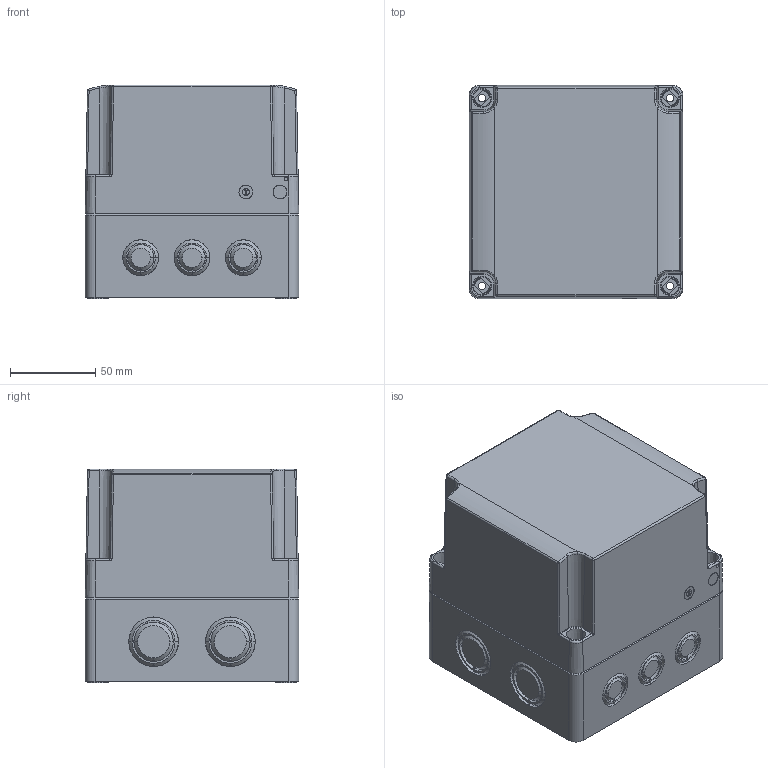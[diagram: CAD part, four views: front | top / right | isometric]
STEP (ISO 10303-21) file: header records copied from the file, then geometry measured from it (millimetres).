
FILE_DESCRIPTION((''),'2;1');
FILE_NAME('SPCK131313G_ASM','2008-12-08T',('pasi_koskela'),(''),'PRO/ENGINEER BY PARAMETRIC TECHNOLOGY CORPORATION, 2008250','PRO/ENGINEER BY PARAMETRIC TECHNOLOGY CORPORATION, 2008250','');
FILE_SCHEMA(('AUTOMOTIVE_DESIGN_CC2 { 1 2 10303 214 -1 1 5 2 }'));
Length unit declared in the file: millimetre
Products named in the file (3): SPCK131305B; SPCG131308L; SPCK131313G_ASM
Assembly tree (2 placements, depth 2):
  SPCK131313G_ASM
    SPCK131305B
    SPCG131308L
Bounding box: 125 x 125 x 125 mm (x, y, z)
Volume: 299863.4 mm3; surface area: 199363.4 mm2
Topology: 2 solids, 3 shells, 1220 faces, 3119 edges, 1996 vertices
Faces by surface type: plane 673, cylinder 244, cone 191, bspline 64, torus 40, sphere 8
Entity records: 55036 total; most frequent: CARTESIAN_POINT 18554, ORIENTED_EDGE 6230, DIRECTION 5719, EDGE_CURVE 3115, PRESENTATION_STYLE_ASSIGNMENT 2379, STYLED_ITEM 2379, CURVE_STYLE 2378, VERTEX_POINT 1994
